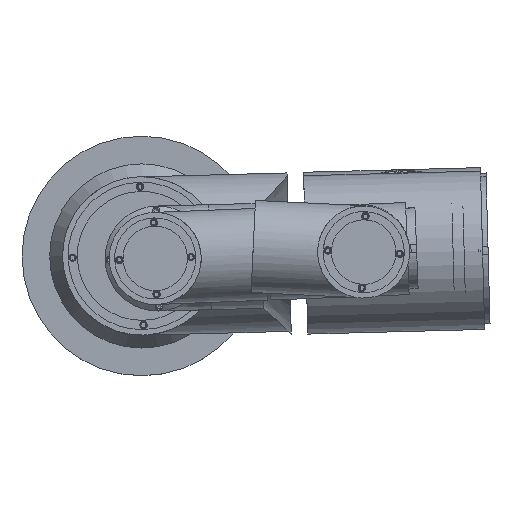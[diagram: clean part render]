
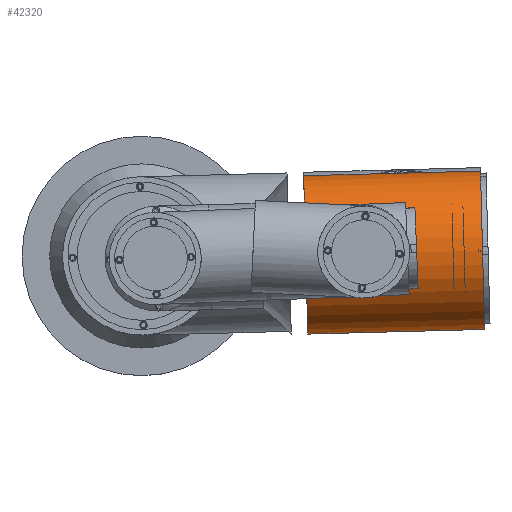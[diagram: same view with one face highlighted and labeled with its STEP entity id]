
A CAD part, top view. The second image highlights one B-rep face of the part: STEP entity #42320.
In plain terms, the highlighted cylindrical face has radius 43 mm (diameter 86 mm), a full revolution.
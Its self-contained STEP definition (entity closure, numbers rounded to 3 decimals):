
#2066=ELLIPSE('',#45083,60.811,43.);
#2067=ELLIPSE('',#45085,60.811,43.);
#2068=ELLIPSE('',#45086,60.811,43.);
#5151=FACE_OUTER_BOUND('',#7670,.T.);
#7670=EDGE_LOOP('',(#34076,#34077,#34078,#34079,#34080,#34081,#34082,#34083,
#34084,#34085));
#10926=LINE('',#65149,#14987);
#10927=LINE('',#65151,#14988);
#10928=LINE('',#65156,#14989);
#14987=VECTOR('',#50978,10.);
#14988=VECTOR('',#50981,10.);
#14989=VECTOR('',#50988,43.);
#17670=CIRCLE('',#45079,43.);
#17675=CIRCLE('',#45092,43.);
#17676=CIRCLE('',#45093,43.);
#20053=VERTEX_POINT('',#65129);
#20055=VERTEX_POINT('',#65135);
#20056=VERTEX_POINT('',#65136);
#20057=VERTEX_POINT('',#65138);
#20058=VERTEX_POINT('',#65140);
#20059=VERTEX_POINT('',#65142);
#20061=VERTEX_POINT('',#65153);
#25095=EDGE_CURVE('',#20053,#20053,#17670,.T.);
#25097=EDGE_CURVE('',#20055,#20056,#2066,.T.);
#25099=EDGE_CURVE('',#20058,#20057,#2067,.T.);
#25100=EDGE_CURVE('',#20059,#20058,#2068,.T.);
#25104=EDGE_CURVE('',#20057,#20055,#10926,.F.);
#25105=EDGE_CURVE('',#20056,#20059,#10927,.F.);
#25106=EDGE_CURVE('',#20058,#20061,#17675,.T.);
#25107=EDGE_CURVE('',#20061,#20058,#17676,.T.);
#25108=EDGE_CURVE('',#20061,#20053,#10928,.T.);
#34076=ORIENTED_EDGE('',*,*,#25106,.F.);
#34077=ORIENTED_EDGE('',*,*,#25099,.T.);
#34078=ORIENTED_EDGE('',*,*,#25104,.T.);
#34079=ORIENTED_EDGE('',*,*,#25097,.T.);
#34080=ORIENTED_EDGE('',*,*,#25105,.T.);
#34081=ORIENTED_EDGE('',*,*,#25100,.T.);
#34082=ORIENTED_EDGE('',*,*,#25107,.F.);
#34083=ORIENTED_EDGE('',*,*,#25108,.T.);
#34084=ORIENTED_EDGE('',*,*,#25095,.F.);
#34085=ORIENTED_EDGE('',*,*,#25108,.F.);
#41070=CYLINDRICAL_SURFACE('',#45091,43.);
#42320=ADVANCED_FACE('',(#5151),#41070,.T.);
#45079=AXIS2_PLACEMENT_3D('',#65130,#50955,#50956);
#45083=AXIS2_PLACEMENT_3D('',#65137,#50963,#50964);
#45085=AXIS2_PLACEMENT_3D('',#65141,#50967,#50968);
#45086=AXIS2_PLACEMENT_3D('',#65143,#50969,#50970);
#45091=AXIS2_PLACEMENT_3D('',#65152,#50982,#50983);
#45092=AXIS2_PLACEMENT_3D('',#65154,#50984,#50985);
#45093=AXIS2_PLACEMENT_3D('',#65155,#50986,#50987);
#50955=DIRECTION('center_axis',(0.,0.,-1.));
#50956=DIRECTION('ref_axis',(1.,0.,0.));
#50963=DIRECTION('center_axis',(-0.707,0.,-0.707));
#50964=DIRECTION('ref_axis',(0.707,0.,-0.707));
#50967=DIRECTION('center_axis',(-0.707,0.,0.707));
#50968=DIRECTION('ref_axis',(-0.707,0.,-0.707));
#50969=DIRECTION('center_axis',(-0.707,0.,0.707));
#50970=DIRECTION('ref_axis',(-0.707,0.,-0.707));
#50978=DIRECTION('',(0.,0.,1.));
#50981=DIRECTION('',(0.,0.,-1.));
#50982=DIRECTION('center_axis',(0.,0.,1.));
#50983=DIRECTION('ref_axis',(1.,0.,0.));
#50984=DIRECTION('center_axis',(0.,0.,1.));
#50985=DIRECTION('ref_axis',(1.,0.,0.));
#50986=DIRECTION('center_axis',(0.,0.,1.));
#50987=DIRECTION('ref_axis',(1.,0.,0.));
#50988=DIRECTION('',(0.,0.,-1.));
#65129=CARTESIAN_POINT('',(-43.,0.,-10.));
#65130=CARTESIAN_POINT('Origin',(0.,0.,-10.));
#65135=CARTESIAN_POINT('',(1.,42.988,42.));
#65136=CARTESIAN_POINT('',(1.,-42.988,42.));
#65137=CARTESIAN_POINT('Origin',(0.,0.,43.));
#65138=CARTESIAN_POINT('',(1.,42.988,44.));
#65140=CARTESIAN_POINT('',(43.,0.,86.));
#65141=CARTESIAN_POINT('Origin',(0.,0.,43.));
#65142=CARTESIAN_POINT('',(1.,-42.988,44.));
#65143=CARTESIAN_POINT('Origin',(0.,0.,43.));
#65149=CARTESIAN_POINT('',(1.,42.988,0.));
#65151=CARTESIAN_POINT('',(1.,-42.988,0.));
#65152=CARTESIAN_POINT('Origin',(0.,0.,0.));
#65153=CARTESIAN_POINT('',(-43.,0.,86.));
#65154=CARTESIAN_POINT('Origin',(0.,0.,86.));
#65155=CARTESIAN_POINT('Origin',(0.,0.,86.));
#65156=CARTESIAN_POINT('',(-43.,0.,0.));
